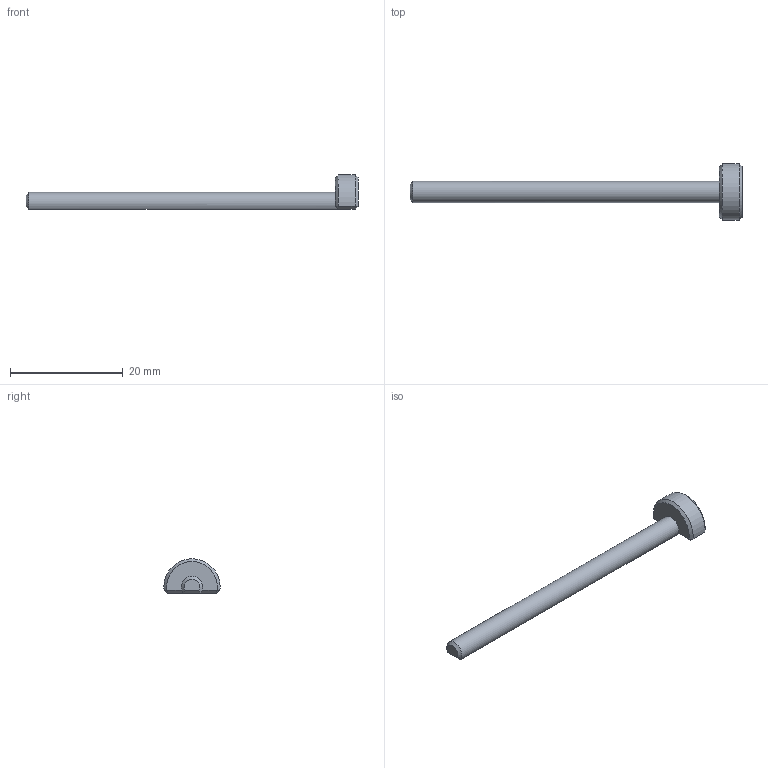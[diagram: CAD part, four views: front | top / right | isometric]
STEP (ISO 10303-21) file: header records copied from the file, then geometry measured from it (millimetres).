
FILE_DESCRIPTION(/* description */ ('Unknown'),/* implementation_level */ '2;1');
FILE_NAME(/* name */ 'filmDigitizer_135_filmCarrier_shaftStandard_V2',/* time_stamp */ '2024-05-09T11:23:49-04:00',/* author */ ('Unknown'),/* organization */ ('Unknown'),/* preprocessor_version */ 'ST-DEVELOPER v18.1',/* originating_system */ 'Solid Edge',/* authorisation */ 'Unknown');
FILE_SCHEMA (('AUTOMOTIVE_DESIGN {1 0 10303 214 3 1 1}'));
Length unit declared in the file: millimetre
Products named in the file (2): filmDigitizer_135_filmCarrier_V2; filmDigitizer_135_filmCarrier_shaftStandard_V2
Assembly tree (1 placements, depth 2):
  filmDigitizer_135_filmCarrier_V2
    filmDigitizer_135_filmCarrier_shaftStandard_V2
Bounding box: 59 x 9.99 x 6.12 mm (x, y, z)
Volume: 714.3 mm3; surface area: 812.1 mm2
Topology: 1 solids, 1 shells, 19 faces, 37 edges, 20 vertices
Faces by surface type: plane 14, cone 3, cylinder 2
Entity records: 523 total; most frequent: CARTESIAN_POINT 96, DIRECTION 82, ORIENTED_EDGE 74, EDGE_CURVE 37, AXIS2_PLACEMENT_3D 30, LINE 22, VECTOR 22, VERTEX_POINT 20
